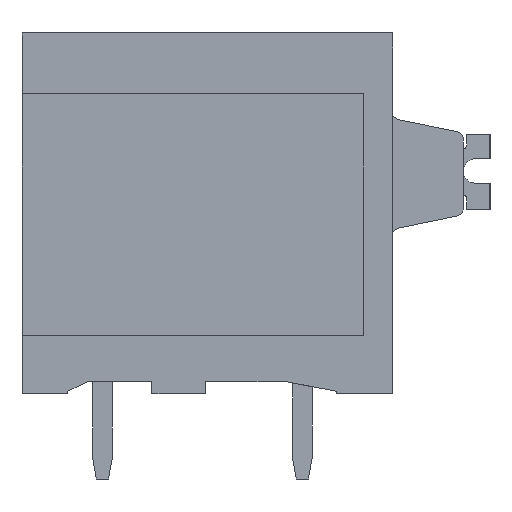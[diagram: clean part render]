
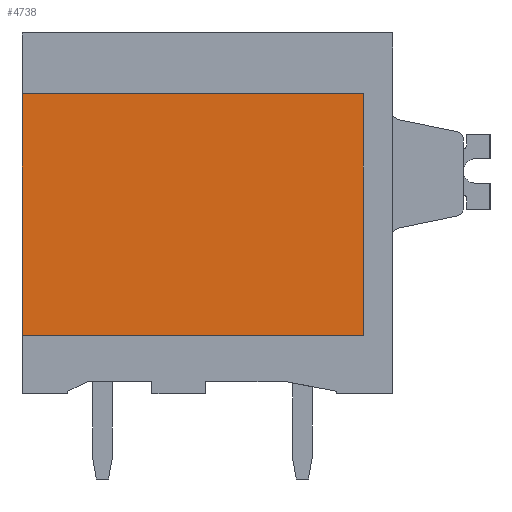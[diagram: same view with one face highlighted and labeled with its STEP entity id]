
A CAD part, left-side view. The second image highlights one B-rep face of the part: STEP entity #4738.
In plain terms, the highlighted planar face has unit normal (-1, 0, 0).
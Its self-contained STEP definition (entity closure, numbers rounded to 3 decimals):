
#4718=AXIS2_PLACEMENT_3D('Plane Axis2P3D',#4715,#4716,#4717) ;
#951=CARTESIAN_POINT('Vertex',(1.1,19.2,5.9)) ;
#954=CARTESIAN_POINT('Line Origine',(1.1,19.2,10.85)) ;
#958=CARTESIAN_POINT('Vertex',(1.1,19.2,15.8)) ;
#4699=CARTESIAN_POINT('Vertex',(1.1,5.2,5.9)) ;
#4702=CARTESIAN_POINT('Line Origine',(1.1,12.2,5.9)) ;
#4715=CARTESIAN_POINT('Axis2P3D Location',(1.1,0.,0.)) ;
#4720=CARTESIAN_POINT('Line Origine',(1.1,5.2,10.85)) ;
#4724=CARTESIAN_POINT('Vertex',(1.1,5.2,15.8)) ;
#4727=CARTESIAN_POINT('Line Origine',(1.1,12.2,15.8)) ;
#955=DIRECTION('Vector Direction',(0.,0.,1.)) ;
#4703=DIRECTION('Vector Direction',(0.,1.,0.)) ;
#4716=DIRECTION('Axis2P3D Direction',(-1.,0.,0.)) ;
#4717=DIRECTION('Axis2P3D XDirection',(0.,-1.,0.)) ;
#4721=DIRECTION('Vector Direction',(0.,0.,1.)) ;
#4728=DIRECTION('Vector Direction',(0.,1.,0.)) ;
#956=VECTOR('Line Direction',#955,1.) ;
#4704=VECTOR('Line Direction',#4703,1.) ;
#4722=VECTOR('Line Direction',#4721,1.) ;
#4729=VECTOR('Line Direction',#4728,1.) ;
#4733=ORIENTED_EDGE('',*,*,#4706,.F.) ;
#4734=ORIENTED_EDGE('',*,*,#4726,.T.) ;
#4735=ORIENTED_EDGE('',*,*,#4731,.T.) ;
#4736=ORIENTED_EDGE('',*,*,#960,.F.) ;
#4738=ADVANCED_FACE('_LMF 5.08/20/90 3.5SN OR BX 1330910000',(#4737),#4719,.T.) ;
#960=EDGE_CURVE('',#952,#959,#957,.T.) ;
#4706=EDGE_CURVE('',#4700,#952,#4705,.T.) ;
#4726=EDGE_CURVE('',#4700,#4725,#4723,.T.) ;
#4731=EDGE_CURVE('',#4725,#959,#4730,.T.) ;
#4732=EDGE_LOOP('',(#4733,#4734,#4735,#4736)) ;
#4737=FACE_OUTER_BOUND('',#4732,.T.) ;
#957=LINE('Line',#954,#956) ;
#4705=LINE('Line',#4702,#4704) ;
#4723=LINE('Line',#4720,#4722) ;
#4730=LINE('Line',#4727,#4729) ;
#4719=PLANE('',#4718) ;
#952=VERTEX_POINT('',#951) ;
#959=VERTEX_POINT('',#958) ;
#4700=VERTEX_POINT('',#4699) ;
#4725=VERTEX_POINT('',#4724) ;
